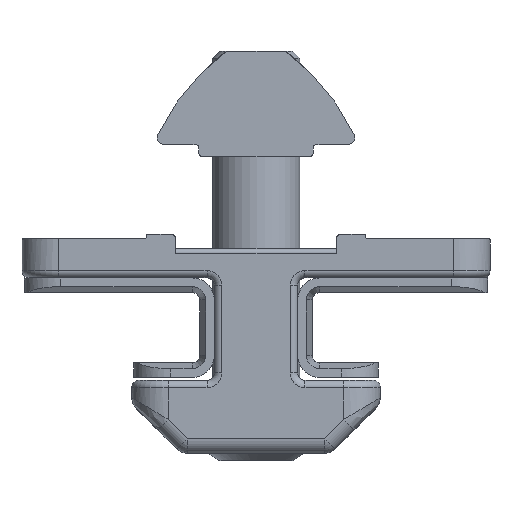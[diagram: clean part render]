
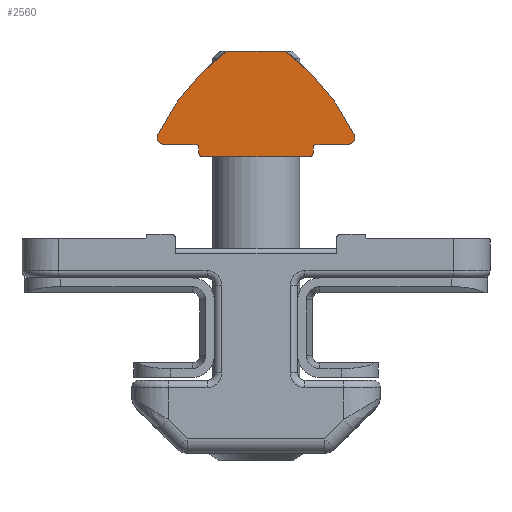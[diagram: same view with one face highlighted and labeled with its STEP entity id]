
A CAD part, front view. The second image highlights one B-rep face of the part: STEP entity #2560.
In plain terms, the highlighted face is planar.
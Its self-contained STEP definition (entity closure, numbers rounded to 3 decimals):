
#27 = ORIENTED_EDGE ( 'NONE', *, *, #12684, .F. ) ;
#374 = VECTOR ( 'NONE', #6098, 1000. ) ;
#393 = LINE ( 'NONE', #14939, #7372 ) ;
#557 = EDGE_CURVE ( 'NONE', #12957, #3414, #9565, .T. ) ;
#655 = DIRECTION ( 'NONE',  ( 1., 0., 0. ) ) ;
#670 = FACE_OUTER_BOUND ( 'NONE', #10820, .T. ) ;
#837 = CARTESIAN_POINT ( 'NONE',  ( -4.1, -0.6, 0. ) ) ;
#1239 = CIRCLE ( 'NONE', #7959, 15. ) ;
#1281 = VERTEX_POINT ( 'NONE', #16647 ) ;
#1401 = CARTESIAN_POINT ( 'NONE',  ( 6.854, 4.908, 0. ) ) ;
#1471 = CARTESIAN_POINT ( 'NONE',  ( -3.9, -0.6, 0. ) ) ;
#1790 = DIRECTION ( 'NONE',  ( 1., 0., 0. ) ) ;
#1952 = AXIS2_PLACEMENT_3D ( 'NONE', #8336, #9647, #1790 ) ;
#2068 = EDGE_CURVE ( 'NONE', #4267, #15134, #7027, .T. ) ;
#2150 = EDGE_CURVE ( 'NONE', #11452, #16034, #10103, .T. ) ;
#2172 = DIRECTION ( 'NONE',  ( 1., 0., 0. ) ) ;
#2264 = CIRCLE ( 'NONE', #15651, 0.2 ) ;
#2379 = CARTESIAN_POINT ( 'NONE',  ( 3.7, 0., 0. ) ) ;
#2454 = ORIENTED_EDGE ( 'NONE', *, *, #11850, .T. ) ;
#2560 = ADVANCED_FACE ( 'NONE', ( #670 ), #13516, .F. ) ;
#2739 = DIRECTION ( 'NONE',  ( 1., 0., 0. ) ) ;
#2845 = DIRECTION ( 'NONE',  ( 0., 1., 0. ) ) ;
#2862 = DIRECTION ( 'NONE',  ( 0., 0., -1. ) ) ;
#2938 = AXIS2_PLACEMENT_3D ( 'NONE', #11504, #3675, #12831 ) ;
#3414 = VERTEX_POINT ( 'NONE', #11085 ) ;
#3448 = CARTESIAN_POINT ( 'NONE',  ( 4.1, -0.8, 0. ) ) ;
#3655 = DIRECTION ( 'NONE',  ( 0., 0., 1. ) ) ;
#3675 = DIRECTION ( 'NONE',  ( 0., 0., 1. ) ) ;
#3781 = ORIENTED_EDGE ( 'NONE', *, *, #15658, .F. ) ;
#3880 = LINE ( 'NONE', #12644, #374 ) ;
#4032 = ORIENTED_EDGE ( 'NONE', *, *, #12295, .T. ) ;
#4267 = VERTEX_POINT ( 'NONE', #11871 ) ;
#4458 = CARTESIAN_POINT ( 'NONE',  ( -3.7, 0., 0. ) ) ;
#4687 = CARTESIAN_POINT ( 'NONE',  ( -3.9, 0., 0. ) ) ;
#4874 = ORIENTED_EDGE ( 'NONE', *, *, #13248, .F. ) ;
#5184 = VECTOR ( 'NONE', #11208, 1000. ) ;
#5272 = ORIENTED_EDGE ( 'NONE', *, *, #2150, .F. ) ;
#5273 = EDGE_CURVE ( 'NONE', #9660, #12513, #15909, .T. ) ;
#5358 = VERTEX_POINT ( 'NONE', #6377 ) ;
#5497 = AXIS2_PLACEMENT_3D ( 'NONE', #13887, #6054, #15210 ) ;
#5788 = VECTOR ( 'NONE', #12013, 1000. ) ;
#5961 = CIRCLE ( 'NONE', #7767, 0.2 ) ;
#6054 = DIRECTION ( 'NONE',  ( 0., 0., -1. ) ) ;
#6098 = DIRECTION ( 'NONE',  ( -1., 0., 0. ) ) ;
#6181 = AXIS2_PLACEMENT_3D ( 'NONE', #11470, #3655, #12805 ) ;
#6204 = CARTESIAN_POINT ( 'NONE',  ( -3.9, -0.8, 0. ) ) ;
#6350 = CARTESIAN_POINT ( 'NONE',  ( -4.1, -0.8, 0. ) ) ;
#6377 = CARTESIAN_POINT ( 'NONE',  ( -3.9, -0.2, 0. ) ) ;
#6676 = DIRECTION ( 'NONE',  ( 0., 0., 1. ) ) ;
#7027 = CIRCLE ( 'NONE', #11713, 15. ) ;
#7257 = ORIENTED_EDGE ( 'NONE', *, *, #5273, .F. ) ;
#7372 = VECTOR ( 'NONE', #16265, 1000. ) ;
#7504 = EDGE_CURVE ( 'NONE', #3414, #4267, #7870, .T. ) ;
#7581 = CIRCLE ( 'NONE', #5497, 0.2 ) ;
#7767 = AXIS2_PLACEMENT_3D ( 'NONE', #10690, #2862, #12022 ) ;
#7870 = CIRCLE ( 'NONE', #2938, 0.5 ) ;
#7889 = EDGE_CURVE ( 'NONE', #5358, #15340, #15643, .T. ) ;
#7959 = AXIS2_PLACEMENT_3D ( 'NONE', #14523, #6676, #15845 ) ;
#8336 = CARTESIAN_POINT ( 'NONE',  ( -6.25, -1.3, 0. ) ) ;
#8531 = DIRECTION ( 'NONE',  ( 0., 0., 1. ) ) ;
#8984 = CARTESIAN_POINT ( 'NONE',  ( 6.25, -0.8, 0. ) ) ;
#9011 = CARTESIAN_POINT ( 'NONE',  ( 2., -7.2, 0. ) ) ;
#9560 = EDGE_CURVE ( 'NONE', #5358, #16034, #7581, .T. ) ;
#9565 = LINE ( 'NONE', #6204, #12620 ) ;
#9647 = DIRECTION ( 'NONE',  ( 0., 0., 1. ) ) ;
#9660 = VERTEX_POINT ( 'NONE', #15509 ) ;
#9808 = VECTOR ( 'NONE', #2845, 1000. ) ;
#10023 = DIRECTION ( 'NONE',  ( 0., 0., 1. ) ) ;
#10103 = LINE ( 'NONE', #10683, #5788 ) ;
#10178 = VERTEX_POINT ( 'NONE', #15897 ) ;
#10440 = VERTEX_POINT ( 'NONE', #9011 ) ;
#10579 = DIRECTION ( 'NONE',  ( 0., 0., 1. ) ) ;
#10683 = CARTESIAN_POINT ( 'NONE',  ( 3.9, 0., 0. ) ) ;
#10690 = CARTESIAN_POINT ( 'NONE',  ( 3.7, -0.2, 0. ) ) ;
#10820 = EDGE_LOOP ( 'NONE', ( #5272, #15077, #13051, #4032, #3781, #7257, #27, #4874, #12321, #15078, #12896, #2454, #11586, #14218 ) ) ;
#11085 = CARTESIAN_POINT ( 'NONE',  ( -6.25, -0.8, 0. ) ) ;
#11208 = DIRECTION ( 'NONE',  ( 0., -1., 0. ) ) ;
#11452 = VERTEX_POINT ( 'NONE', #2379 ) ;
#11470 = CARTESIAN_POINT ( 'NONE',  ( 6.25, -1.3, 0. ) ) ;
#11504 = CARTESIAN_POINT ( 'NONE',  ( -6.25, -1.3, 0. ) ) ;
#11586 = ORIENTED_EDGE ( 'NONE', *, *, #7889, .F. ) ;
#11713 = AXIS2_PLACEMENT_3D ( 'NONE', #1401, #10579, #2739 ) ;
#11850 = EDGE_CURVE ( 'NONE', #12957, #15340, #13963, .T. ) ;
#11871 = CARTESIAN_POINT ( 'NONE',  ( -6.702, -1.514, 0. ) ) ;
#11900 = AXIS2_PLACEMENT_3D ( 'NONE', #837, #10023, #2172 ) ;
#12013 = DIRECTION ( 'NONE',  ( -1., 0., 0. ) ) ;
#12022 = DIRECTION ( 'NONE',  ( 1., 0., 0. ) ) ;
#12295 = EDGE_CURVE ( 'NONE', #10178, #13888, #2264, .T. ) ;
#12321 = ORIENTED_EDGE ( 'NONE', *, *, #2068, .F. ) ;
#12513 = VERTEX_POINT ( 'NONE', #8984 ) ;
#12620 = VECTOR ( 'NONE', #15369, 1000. ) ;
#12644 = CARTESIAN_POINT ( 'NONE',  ( 3.9, -0.8, 0. ) ) ;
#12684 = EDGE_CURVE ( 'NONE', #10440, #9660, #1239, .T. ) ;
#12805 = DIRECTION ( 'NONE',  ( -1., 0., 0. ) ) ;
#12831 = DIRECTION ( 'NONE',  ( 1., 0., 0. ) ) ;
#12896 = ORIENTED_EDGE ( 'NONE', *, *, #557, .F. ) ;
#12957 = VERTEX_POINT ( 'NONE', #6350 ) ;
#13051 = ORIENTED_EDGE ( 'NONE', *, *, #15947, .F. ) ;
#13248 = EDGE_CURVE ( 'NONE', #15134, #10440, #393, .T. ) ;
#13292 = LINE ( 'NONE', #15917, #9808 ) ;
#13516 = PLANE ( 'NONE',  #1952 ) ;
#13887 = CARTESIAN_POINT ( 'NONE',  ( -3.7, -0.2, 0. ) ) ;
#13888 = VERTEX_POINT ( 'NONE', #3448 ) ;
#13963 = CIRCLE ( 'NONE', #11900, 0.2 ) ;
#14118 = EDGE_CURVE ( 'NONE', #11452, #1281, #5961, .T. ) ;
#14218 = ORIENTED_EDGE ( 'NONE', *, *, #9560, .T. ) ;
#14523 = CARTESIAN_POINT ( 'NONE',  ( -6.854, 4.908, 0. ) ) ;
#14939 = CARTESIAN_POINT ( 'NONE',  ( -2., -7.2, 0. ) ) ;
#15077 = ORIENTED_EDGE ( 'NONE', *, *, #14118, .T. ) ;
#15078 = ORIENTED_EDGE ( 'NONE', *, *, #7504, .F. ) ;
#15134 = VERTEX_POINT ( 'NONE', #17017 ) ;
#15210 = DIRECTION ( 'NONE',  ( 1., 0., 0. ) ) ;
#15340 = VERTEX_POINT ( 'NONE', #1471 ) ;
#15369 = DIRECTION ( 'NONE',  ( -1., 0., 0. ) ) ;
#15509 = CARTESIAN_POINT ( 'NONE',  ( 6.702, -1.514, 0. ) ) ;
#15643 = LINE ( 'NONE', #4687, #5184 ) ;
#15651 = AXIS2_PLACEMENT_3D ( 'NONE', #16386, #8531, #655 ) ;
#15658 = EDGE_CURVE ( 'NONE', #12513, #13888, #3880, .T. ) ;
#15845 = DIRECTION ( 'NONE',  ( -1., 0., 0. ) ) ;
#15897 = CARTESIAN_POINT ( 'NONE',  ( 3.9, -0.6, 0. ) ) ;
#15909 = CIRCLE ( 'NONE', #6181, 0.5 ) ;
#15917 = CARTESIAN_POINT ( 'NONE',  ( 3.9, 0., 0. ) ) ;
#15947 = EDGE_CURVE ( 'NONE', #10178, #1281, #13292, .T. ) ;
#16034 = VERTEX_POINT ( 'NONE', #4458 ) ;
#16265 = DIRECTION ( 'NONE',  ( 1., 0., 0. ) ) ;
#16386 = CARTESIAN_POINT ( 'NONE',  ( 4.1, -0.6, 0. ) ) ;
#16647 = CARTESIAN_POINT ( 'NONE',  ( 3.9, -0.2, 0. ) ) ;
#17017 = CARTESIAN_POINT ( 'NONE',  ( -2., -7.2, 0. ) ) ;
